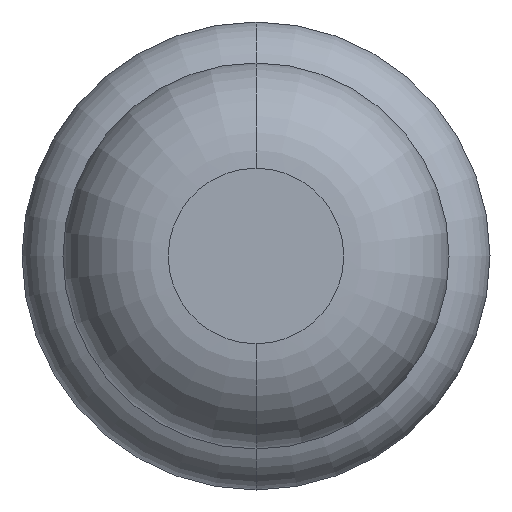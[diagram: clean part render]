
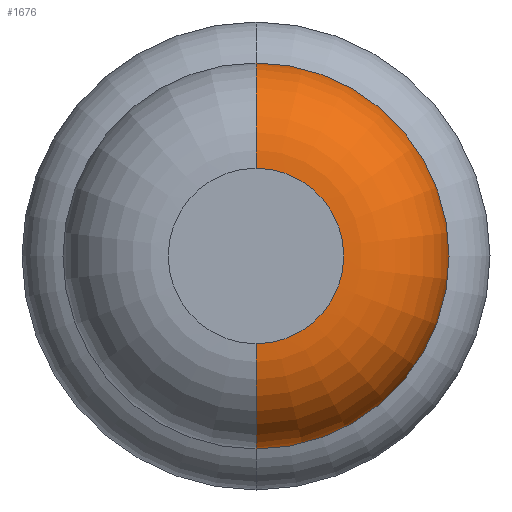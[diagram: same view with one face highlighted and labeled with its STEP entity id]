
A CAD part, front view. The second image highlights one B-rep face of the part: STEP entity #1676.
In plain terms, the highlighted toroidal (fillet/blend) face has major radius 0.375 mm and minor radius 0.45 mm.
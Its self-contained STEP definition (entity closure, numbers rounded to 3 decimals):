
#22 = DIRECTION ( 'NONE',  ( 0., 0., -1. ) ) ;
#245 = EDGE_CURVE ( 'Defeature ausgef�hrt1_2+Defeature ausgef�hrt1_1+Defeature ausgef�hrt1_1+Defeature ausgef�hrt1_1', #580, #3617, #1298, .T. ) ;
#393 = DIRECTION ( 'NONE',  ( 0., 0., 1. ) ) ;
#402 = EDGE_LOOP ( 'NONE', ( #3485, #1786, #1729, #3053 ) ) ;
#578 = AXIS2_PLACEMENT_3D ( 'NONE', #3344, #3622, #393 ) ;
#580 = VERTEX_POINT ( 'NONE', #2854 ) ;
#764 = DIRECTION ( 'NONE',  ( 0., 1., 0. ) ) ;
#838 = CARTESIAN_POINT ( 'NONE',  ( 0., -23.55, 0.825 ) ) ;
#886 = CIRCLE ( 'NONE', #4178, 0.825 ) ;
#961 = CARTESIAN_POINT ( 'NONE',  ( 0., -23.55, -0.375 ) ) ;
#1298 = CIRCLE ( 'NONE', #2595, 0.375 ) ;
#1676 = ADVANCED_FACE ( 'Defeature ausgef�hrt1_2', ( #3020 ), #3071, .T. ) ;
#1729 = ORIENTED_EDGE ( 'NONE', *, *, #2479, .F. ) ;
#1774 = EDGE_CURVE ( 'NONE', #3617, #2979, #2160, .T. ) ;
#1786 = ORIENTED_EDGE ( 'NONE', *, *, #1774, .T. ) ;
#1817 = DIRECTION ( 'NONE',  ( 0., 0., 1. ) ) ;
#1889 = AXIS2_PLACEMENT_3D ( 'NONE', #2168, #3418, #1817 ) ;
#2150 = VERTEX_POINT ( 'NONE', #838 ) ;
#2160 = CIRCLE ( 'NONE', #3469, 0.45 ) ;
#2168 = CARTESIAN_POINT ( 'NONE',  ( 0., -23.55, 0. ) ) ;
#2355 = CARTESIAN_POINT ( 'NONE',  ( 0., -23.55, 0. ) ) ;
#2479 = EDGE_CURVE ( 'Defeature ausgef�hrt1_3+Defeature ausgef�hrt1_2+Defeature ausgef�hrt1_2+Defeature ausgef�hrt1_2', #2150, #2979, #886, .T. ) ;
#2595 = AXIS2_PLACEMENT_3D ( 'NONE', #2783, #3079, #4055 ) ;
#2783 = CARTESIAN_POINT ( 'NONE',  ( 0., -24., 0. ) ) ;
#2854 = CARTESIAN_POINT ( 'NONE',  ( 0., -24., 0.375 ) ) ;
#2979 = VERTEX_POINT ( 'NONE', #3949 ) ;
#3020 = FACE_OUTER_BOUND ( 'NONE', #402, .T. ) ;
#3053 = ORIENTED_EDGE ( 'NONE', *, *, #3670, .F. ) ;
#3071 = TOROIDAL_SURFACE ( 'NONE', #1889, 0.375, 0.45 ) ;
#3079 = DIRECTION ( 'NONE',  ( 0., 1., 0. ) ) ;
#3344 = CARTESIAN_POINT ( 'NONE',  ( 0., -23.55, 0.375 ) ) ;
#3373 = DIRECTION ( 'NONE',  ( 0., 0., 1. ) ) ;
#3418 = DIRECTION ( 'NONE',  ( 0., 1., 0. ) ) ;
#3469 = AXIS2_PLACEMENT_3D ( 'NONE', #961, #3560, #22 ) ;
#3485 = ORIENTED_EDGE ( 'NONE', *, *, #245, .T. ) ;
#3560 = DIRECTION ( 'NONE',  ( 1., 0., 0. ) ) ;
#3617 = VERTEX_POINT ( 'NONE', #3639 ) ;
#3622 = DIRECTION ( 'NONE',  ( -1., 0., 0. ) ) ;
#3639 = CARTESIAN_POINT ( 'NONE',  ( 0., -24., -0.375 ) ) ;
#3670 = EDGE_CURVE ( 'NONE', #580, #2150, #3970, .T. ) ;
#3949 = CARTESIAN_POINT ( 'NONE',  ( 0., -23.55, -0.825 ) ) ;
#3970 = CIRCLE ( 'NONE', #578, 0.45 ) ;
#4055 = DIRECTION ( 'NONE',  ( 0., 0., 1. ) ) ;
#4178 = AXIS2_PLACEMENT_3D ( 'NONE', #2355, #764, #3373 ) ;
